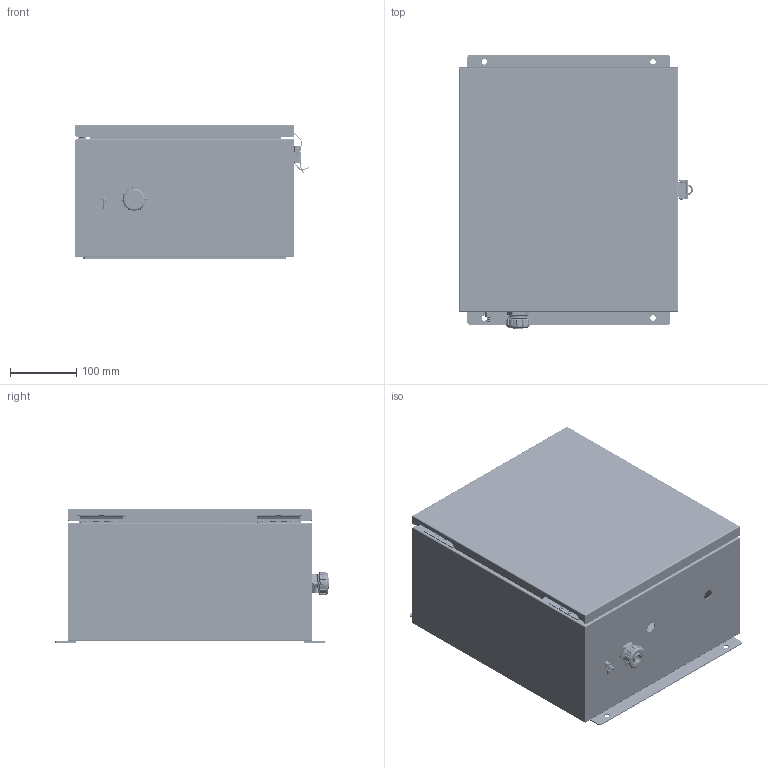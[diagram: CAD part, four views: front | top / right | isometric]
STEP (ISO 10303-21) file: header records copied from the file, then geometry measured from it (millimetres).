
FILE_DESCRIPTION (( 'STEP AP214' ), '1' );
FILE_NAME ('NBSS141207-1H0.step', '2020-03-18T18:59:08', ( '' ), ( '' ), 'SwSTEP 2.0', 'SolidWorks 2018', '' );
FILE_SCHEMA (( 'AUTOMOTIVE_DESIGN' ));
Length unit declared in the file: inch
Products named in the file (52): XC-0003_.06 panel; NBSS141207_box; XFS-0031; NBSS141207_box assy; XFS-0017; XMH-0006; XERZ-V20D241; NBSS141207_lid; X-PCB-HYP285; XMH-0007; RIVET_LONG_12DIA_1; XFW-0004; XFN-0022; NBSS_integra_fhscr_91771A830_10-32 x .62lg; X-ASSY-HYP285-1; XFS-0006; NBSS_integra_lid hinge; XMH-0010; NBSS141207; XA-XF201-24; XCT-0005; XLBL-F704-UL_With Actual Text; XFW-0002; 1AW05-083_With Actual Text; NBSS_integra_latch; XFS-0026; 1AW05-082_With Actual Text; NBSS_integra_L-com mtg flange; RIVET_SHORT_12DIA_1; 91115A288_18-8 SS FF THD HEX STDF_91115A288; XFN-0013; NBSS_integra_csink wshr; NBSS_integra_box hinge; NBSS_integra_hinge pin; XCTB-0002; XFS-0066_90272A147; XFS-0067_XFS-0067; NBSS_integra_box brkt; 1AJ09-063; NBSS_integra_gnd stud ...
Assembly tree (95 placements, depth 6):
  NBSS141207-1H0
    XNBSS141207-01
      NBSS141207
        NBSS141207_box assy
          NBSS141207_box
          NBSS_integra_box hinge  x2
          NBSS_integra_fhscr_91771A830_10-32 x .62lg  x4
          NBSS_integra_box brkt  x2
          NBSS_integra_csink wshr  x4
          NBSS_integra_hinge pin  x2
          NBSS_integra_latch
            9912562-82-10_1
            RIVET_LONG_12DIA_1
            RIVET_SHORT_12DIA_1  x2
          NBSS_integra_gnd stud
          10-32 stud^NBSS141207_box assy
          91115A288_18-8 SS FF THD HEX STDF_91115A288  x4
          NBSS_integra_L-com mtg flange  x2
        NBSS141207_lid assy
          NBSS141207_lid
          NBSS_integra_lid hinge  x2
          NBSS_integra_gnd stud
    XC-0003_.06 panel
    XFS-0026
    1AJ09-063  x2
    XCT-0005
    XFN-0003  x2
    XFW-0002  x5
    XA-XF201-24
      XF451-01
      XFS-0017
      XMH-0010  x2
      XFS-0006  x2
      XFW-0004  x2
      XFS-0067_XFS-0067  x2
      X-ASSY-HYP285-1
        X-PCB-HYP285
        XERZ-V20D241  x3
      XFS-0066_90272A147  x2
      XFN-0022  x2
      XCTB-0002
      XFS-0032_91735A151  x2
      XFN-0013  x2
      1AW05-082_With Actual Text
      1AW05-083_With Actual Text
      XLBL-F704-UL_With Actual Text
    XFS-0020_91735A827  x4
    XF797-02
    XFS-0017  x4
    XMH-0007  x4
    XMH-0006
    XFS-0031  x2
    XHIC-HTR110_WITH RIBS ON BOTTOM
    XFW-0020  x2
Bounding box: 352.42 x 412.75 x 200.69 mm (x, y, z)
Volume: 1525582.4 mm3; surface area: 1502724.8 mm2
Topology: 92 solids, 94 shells, 6912 faces, 17713 edges, 11144 vertices
Faces by surface type: plane 2373, cylinder 2261, cone 1469, bspline 426, torus 334, sphere 49
Entity records: 184523 total; most frequent: CARTESIAN_POINT 62002, ORIENTED_EDGE 20882, DIRECTION 19024, EDGE_CURVE 10441, AXIS2_PLACEMENT_3D 6718, VERTEX_POINT 6625, VECTOR 5588, LINE 5588
